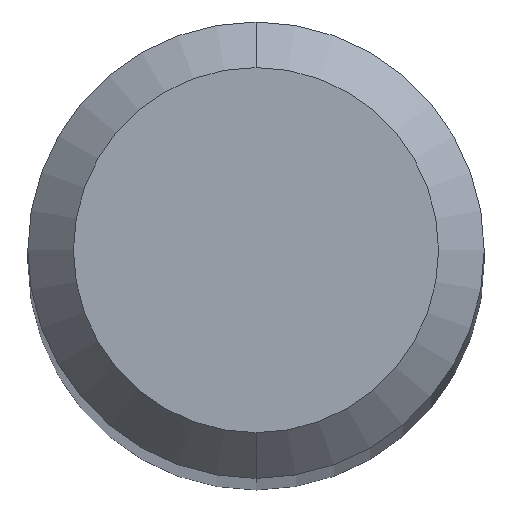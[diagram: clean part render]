
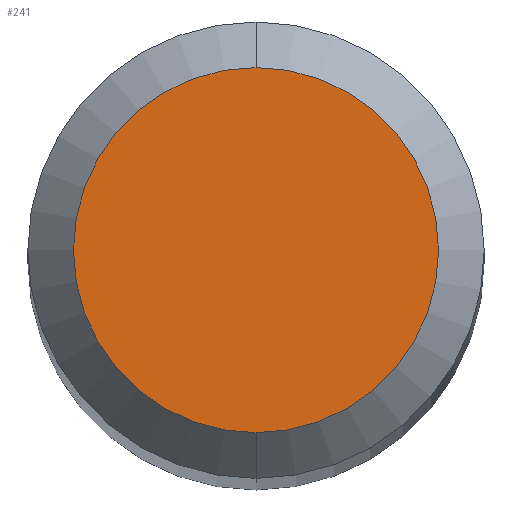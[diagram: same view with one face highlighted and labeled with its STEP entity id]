
A CAD part, top view. The second image highlights one B-rep face of the part: STEP entity #241.
In plain terms, the highlighted planar face has unit normal (0, 0, 1).
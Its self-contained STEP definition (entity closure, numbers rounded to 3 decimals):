
#185=EDGE_CURVE('',#339,#327,#478,.T.);
#241=ADVANCED_FACE('',(#542),#543,.T.);
#327=VERTEX_POINT('',#635);
#339=VERTEX_POINT('',#648);
#361=EDGE_CURVE('',#327,#339,#672,.T.);
#478=CIRCLE('',#793,1.2);
#542=FACE_OUTER_BOUND('',#929,.T.);
#543=PLANE('',#930);
#635=CARTESIAN_POINT('',(0.,-1.2,0.0));
#648=CARTESIAN_POINT('',(0.0,1.2,0.0));
#672=CIRCLE('',#1226,1.2);
#793=AXIS2_PLACEMENT_3D('',#1397,#1398,#1399);
#929=EDGE_LOOP('',(#1494,#1495));
#930=AXIS2_PLACEMENT_3D('',#1496,#1497,#1498);
#1226=AXIS2_PLACEMENT_3D('',#1612,#1613,#1614);
#1397=CARTESIAN_POINT('',(0.0,0.0,0.0));
#1398=DIRECTION('',(0.0,0.0,-1.0));
#1399=DIRECTION('',(0.0,1.0,0.0));
#1494=ORIENTED_EDGE('',*,*,#185,.F.);
#1495=ORIENTED_EDGE('',*,*,#361,.F.);
#1496=CARTESIAN_POINT('',(0.0,0.6,0.0));
#1497=DIRECTION('',(-0.0,0.0,1.0));
#1498=DIRECTION('',(0.0,-1.0,0.0));
#1612=CARTESIAN_POINT('',(0.0,0.0,0.0));
#1613=DIRECTION('',(0.0,0.0,-1.0));
#1614=DIRECTION('',(0.0,1.0,0.0));
